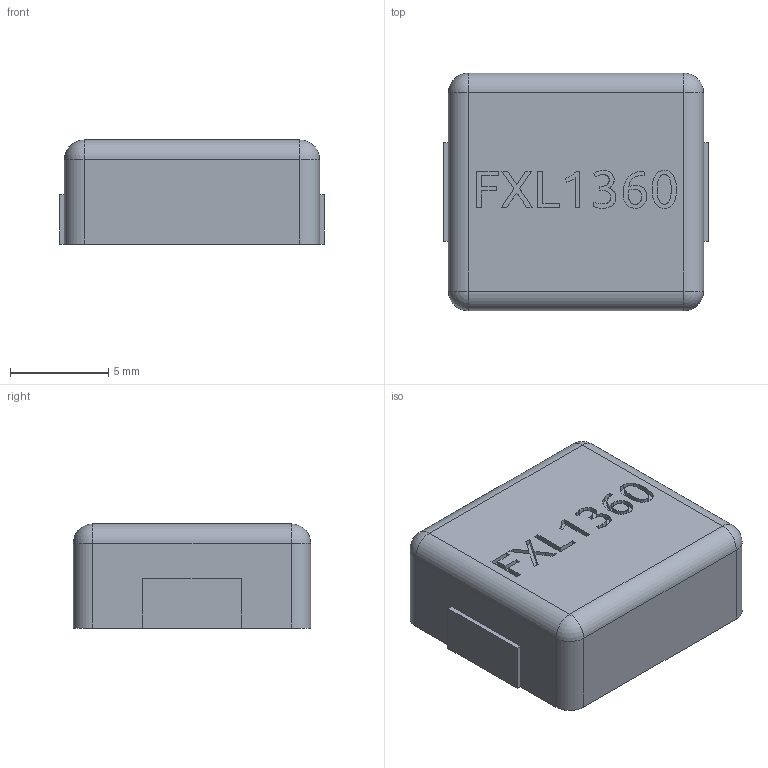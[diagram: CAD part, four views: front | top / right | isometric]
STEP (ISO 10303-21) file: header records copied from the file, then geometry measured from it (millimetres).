
FILE_DESCRIPTION(('FreeCAD Model'),'2;1');
FILE_NAME('Open CASCADE Shape Model','2023-11-20T02:56:07',(''),(''), 'Open CASCADE STEP processor 7.6','FreeCAD','Unknown');
FILE_SCHEMA(('AP242_MANAGED_MODEL_BASED_3D_ENGINEERING_MIM_LF. {1 0 10303 442 1 1 4 }'));
Length unit declared in the file: millimetre
Products named in the file (5): Pocket; Pad001; solderpads; solderpadsbody; solderpadsbody (Mirror #1)
Assembly tree (2 placements, depth 2):
  Pocket
  Pad001
  solderpads
    solderpadsbody
    solderpadsbody (Mirror #1)
Bounding box: 13.45 x 12.1 x 5.3 mm (x, y, z)
Surface area: 726.9 mm2
Topology: 4 solids, 4 shells, 196 faces, 529 edges, 346 vertices
Faces by surface type: extrusion 116, plane 68, cylinder 8, sphere 4
Entity records: 7560 total; most frequent: CARTESIAN_POINT 1766, ORIENTED_EDGE 1050, DIRECTION 591, EDGE_CURVE 525, VECTOR 393, B_SPLINE_CURVE_WITH_KNOTS 348, VERTEX_POINT 346, LINE 277
